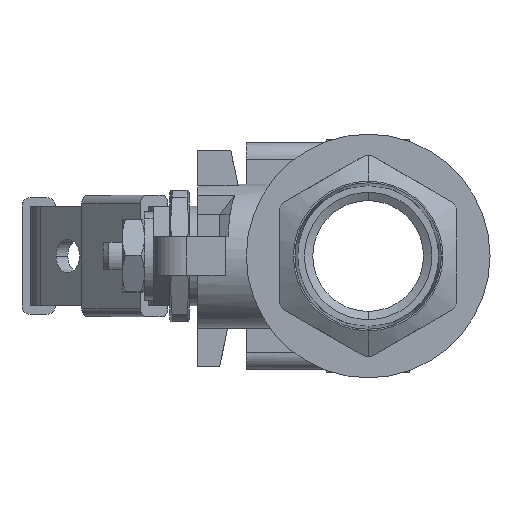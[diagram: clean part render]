
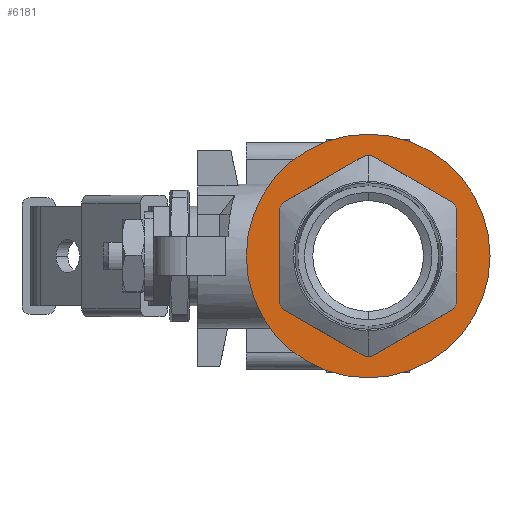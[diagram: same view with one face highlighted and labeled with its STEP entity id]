
A CAD part, left-side view. The second image highlights one B-rep face of the part: STEP entity #6181.
In plain terms, the highlighted planar face has unit normal (-1, 0, 0).
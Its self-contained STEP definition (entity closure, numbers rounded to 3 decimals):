
#263 = AXIS2_PLACEMENT_3D ( 'NONE', #10769, #10770, #10771 ) ;
#270 = AXIS2_PLACEMENT_3D ( 'NONE', #10838, #10839, #10840 ) ;
#276 = AXIS2_PLACEMENT_3D ( 'NONE', #10921, #10922, #10923 ) ;
#278 = AXIS2_PLACEMENT_3D ( 'NONE', #10935, #10936, #10937 ) ;
#280 = AXIS2_PLACEMENT_3D ( 'NONE', #10956, #10957, #10958 ) ;
#281 = AXIS2_PLACEMENT_3D ( 'NONE', #10961, #10962, #10963 ) ;
#372 = AXIS2_PLACEMENT_3D ( 'NONE', #7094, #7095, #7096 ) ;
#376 = AXIS2_PLACEMENT_3D ( 'NONE', #7108, #7109, #7110 ) ;
#379 = AXIS2_PLACEMENT_3D ( 'NONE', #7125, #7126, #7127 ) ;
#387 = PLANE ( 'NONE',  #1876 ) ;
#389 = CARTESIAN_POINT ( 'NONE',  ( -26., 22., 0. ) ) ;
#390 = DIRECTION ( 'NONE',  ( -1., 0., 0. ) ) ;
#391 = DIRECTION ( 'NONE',  ( 0., 0., 1. ) ) ;
#1553 = FACE_OUTER_BOUND ( 'NONE', #8027, .T. ) ;
#1561 = FACE_BOUND ( 'NONE', #8004, .T. ) ;
#1876 = AXIS2_PLACEMENT_3D ( 'NONE', #389, #390, #391 ) ;
#2793 = LINE ( 'NONE', #10749, #2797 ) ;
#2796 = CIRCLE ( 'NONE', #263, 18.164 ) ;
#2797 = VECTOR ( 'NONE', #10750, 1000. ) ;
#2814 = CIRCLE ( 'NONE', #270, 18.164 ) ;
#2827 = LINE ( 'NONE', #10919, #2840 ) ;
#2834 = CIRCLE ( 'NONE', #276, 18.164 ) ;
#2840 = VECTOR ( 'NONE', #10926, 1000. ) ;
#2841 = CIRCLE ( 'NONE', #278, 18.164 ) ;
#2845 = LINE ( 'NONE', #10946, #2847 ) ;
#2847 = VECTOR ( 'NONE', #10929, 1000. ) ;
#2848 = LINE ( 'NONE', #10964, #2857 ) ;
#2850 = CIRCLE ( 'NONE', #280, 18.164 ) ;
#2852 = LINE ( 'NONE', #10952, #2854 ) ;
#2853 = CIRCLE ( 'NONE', #281, 18.164 ) ;
#2854 = VECTOR ( 'NONE', #10950, 1000. ) ;
#2857 = VECTOR ( 'NONE', #10969, 1000. ) ;
#3584 = CIRCLE ( 'NONE', #372, 22. ) ;
#3591 = CIRCLE ( 'NONE', #376, 22. ) ;
#3594 = CIRCLE ( 'NONE', #379, 18.164 ) ;
#3597 = LINE ( 'NONE', #7123, #3599 ) ;
#3599 = VECTOR ( 'NONE', #7124, 1000. ) ;
#4409 = CARTESIAN_POINT ( 'NONE',  ( -26., 0., 22. ) ) ;
#4427 = CARTESIAN_POINT ( 'NONE',  ( -26., 16., -8.598 ) ) ;
#4453 = CARTESIAN_POINT ( 'NONE',  ( -26., 0., 18.164 ) ) ;
#4488 = CARTESIAN_POINT ( 'NONE',  ( -26., -16., -8.598 ) ) ;
#4544 = CARTESIAN_POINT ( 'NONE',  ( -26., 0.554, 18.155 ) ) ;
#4545 = CARTESIAN_POINT ( 'NONE',  ( -26., -15.446, 9.558 ) ) ;
#4906 = VERTEX_POINT ( 'NONE', #9267 ) ;
#4911 = VERTEX_POINT ( 'NONE', #9270 ) ;
#4945 = VERTEX_POINT ( 'NONE', #9304 ) ;
#4971 = VERTEX_POINT ( 'NONE', #9330 ) ;
#5027 = VERTEX_POINT ( 'NONE', #9386 ) ;
#5045 = VERTEX_POINT ( 'NONE', #9404 ) ;
#5128 = VERTEX_POINT ( 'NONE', #9487 ) ;
#5149 = VERTEX_POINT ( 'NONE', #9508 ) ;
#5197 = VERTEX_POINT ( 'NONE', #9556 ) ;
#5295 = VERTEX_POINT ( 'NONE', #4409 ) ;
#5313 = VERTEX_POINT ( 'NONE', #4427 ) ;
#5340 = VERTEX_POINT ( 'NONE', #4453 ) ;
#5375 = VERTEX_POINT ( 'NONE', #4488 ) ;
#5431 = VERTEX_POINT ( 'NONE', #4544 ) ;
#5432 = VERTEX_POINT ( 'NONE', #4545 ) ;
#5592 = ORIENTED_EDGE ( 'NONE', *, *, #6590, .F. ) ;
#5600 = ORIENTED_EDGE ( 'NONE', *, *, #6593, .F. ) ;
#5604 = ORIENTED_EDGE ( 'NONE', *, *, #6596, .F. ) ;
#5630 = ORIENTED_EDGE ( 'NONE', *, *, #6606, .F. ) ;
#5637 = ORIENTED_EDGE ( 'NONE', *, *, #6603, .F. ) ;
#5782 = ORIENTED_EDGE ( 'NONE', *, *, #6573, .F. ) ;
#5794 = ORIENTED_EDGE ( 'NONE', *, *, #6554, .F. ) ;
#5795 = ORIENTED_EDGE ( 'NONE', *, *, #6558, .F. ) ;
#5798 = ORIENTED_EDGE ( 'NONE', *, *, #12146, .F. ) ;
#5802 = ORIENTED_EDGE ( 'NONE', *, *, #6599, .F. ) ;
#5808 = ORIENTED_EDGE ( 'NONE', *, *, #7509, .F. ) ;
#5833 = ORIENTED_EDGE ( 'NONE', *, *, #6602, .F. ) ;
#5840 = ORIENTED_EDGE ( 'NONE', *, *, #6604, .F. ) ;
#5852 = ORIENTED_EDGE ( 'NONE', *, *, #7479, .F. ) ;
#6181 = ADVANCED_FACE ( 'NONE', ( #1553, #1561 ), #387, .T. ) ;
#6554 = EDGE_CURVE ( 'NONE', #5432, #5045, #2793, .T. ) ;
#6558 = EDGE_CURVE ( 'NONE', #4971, #5375, #2796, .T. ) ;
#6573 = EDGE_CURVE ( 'NONE', #5045, #5340, #2814, .T. ) ;
#6590 = EDGE_CURVE ( 'NONE', #5340, #5431, #2834, .T. ) ;
#6593 = EDGE_CURVE ( 'NONE', #5431, #5149, #2827, .T. ) ;
#6596 = EDGE_CURVE ( 'NONE', #5149, #5027, #2841, .T. ) ;
#6599 = EDGE_CURVE ( 'NONE', #5027, #5313, #2845, .T. ) ;
#6602 = EDGE_CURVE ( 'NONE', #5313, #5128, #2850, .T. ) ;
#6603 = EDGE_CURVE ( 'NONE', #5128, #5197, #2852, .T. ) ;
#6604 = EDGE_CURVE ( 'NONE', #5197, #4906, #2853, .T. ) ;
#6606 = EDGE_CURVE ( 'NONE', #4906, #4971, #2848, .T. ) ;
#7094 = CARTESIAN_POINT ( 'NONE',  ( -26., 0., 0. ) ) ;
#7095 = DIRECTION ( 'NONE',  ( 1., 0., 0. ) ) ;
#7096 = DIRECTION ( 'NONE',  ( 0., 0., -1. ) ) ;
#7108 = CARTESIAN_POINT ( 'NONE',  ( -26., 0., 0. ) ) ;
#7109 = DIRECTION ( 'NONE',  ( 1., 0., 0. ) ) ;
#7110 = DIRECTION ( 'NONE',  ( 0., 0., -1. ) ) ;
#7123 = CARTESIAN_POINT ( 'NONE',  ( -26., -16., 0. ) ) ;
#7124 = DIRECTION ( 'NONE',  ( 0., 0., 1. ) ) ;
#7125 = CARTESIAN_POINT ( 'NONE',  ( -26., 0., 0. ) ) ;
#7126 = DIRECTION ( 'NONE',  ( -1., 0., 0. ) ) ;
#7127 = DIRECTION ( 'NONE',  ( 0., 0., 1. ) ) ;
#7479 = EDGE_CURVE ( 'NONE', #5375, #4911, #3597, .T. ) ;
#7509 = EDGE_CURVE ( 'NONE', #4911, #5432, #3594, .T. ) ;
#7550 = ORIENTED_EDGE ( 'NONE', *, *, #12153, .F. ) ;
#8004 = EDGE_LOOP ( 'NONE', ( #5782, #5794, #5808, #5852, #5795, #5630, #5840, #5637, #5833, #5802, #5604, #5600, #5592 ) ) ;
#8027 = EDGE_LOOP ( 'NONE', ( #5798, #7550 ) ) ;
#9267 = CARTESIAN_POINT ( 'NONE',  ( -26., -0.554, -18.155 ) ) ;
#9270 = CARTESIAN_POINT ( 'NONE',  ( -26., -16., 8.598 ) ) ;
#9304 = CARTESIAN_POINT ( 'NONE',  ( -26., 0., -22. ) ) ;
#9330 = CARTESIAN_POINT ( 'NONE',  ( -26., -15.446, -9.558 ) ) ;
#9386 = CARTESIAN_POINT ( 'NONE',  ( -26., 16., 8.598 ) ) ;
#9404 = CARTESIAN_POINT ( 'NONE',  ( -26., -0.554, 18.155 ) ) ;
#9487 = CARTESIAN_POINT ( 'NONE',  ( -26., 15.446, -9.558 ) ) ;
#9508 = CARTESIAN_POINT ( 'NONE',  ( -26., 15.446, 9.558 ) ) ;
#9556 = CARTESIAN_POINT ( 'NONE',  ( -26., 0.554, -18.155 ) ) ;
#10749 = CARTESIAN_POINT ( 'NONE',  ( -26., -8., 13.856 ) ) ;
#10750 = DIRECTION ( 'NONE',  ( 0., 0.866, 0.5 ) ) ;
#10769 = CARTESIAN_POINT ( 'NONE',  ( -26., 0., 0. ) ) ;
#10770 = DIRECTION ( 'NONE',  ( -1., 0., 0. ) ) ;
#10771 = DIRECTION ( 'NONE',  ( 0., 0., 1. ) ) ;
#10838 = CARTESIAN_POINT ( 'NONE',  ( -26., 0., 0. ) ) ;
#10839 = DIRECTION ( 'NONE',  ( -1., 0., 0. ) ) ;
#10840 = DIRECTION ( 'NONE',  ( 0., 0., 1. ) ) ;
#10919 = CARTESIAN_POINT ( 'NONE',  ( -26., 8., 13.856 ) ) ;
#10921 = CARTESIAN_POINT ( 'NONE',  ( -26., 0., 0. ) ) ;
#10922 = DIRECTION ( 'NONE',  ( -1., 0., 0. ) ) ;
#10923 = DIRECTION ( 'NONE',  ( 0., 0., 1. ) ) ;
#10926 = DIRECTION ( 'NONE',  ( 0., 0.866, -0.5 ) ) ;
#10929 = DIRECTION ( 'NONE',  ( 0., 0., -1. ) ) ;
#10935 = CARTESIAN_POINT ( 'NONE',  ( -26., 0., 0. ) ) ;
#10936 = DIRECTION ( 'NONE',  ( -1., 0., 0. ) ) ;
#10937 = DIRECTION ( 'NONE',  ( 0., 0., 1. ) ) ;
#10946 = CARTESIAN_POINT ( 'NONE',  ( -26., 16., 0. ) ) ;
#10950 = DIRECTION ( 'NONE',  ( 0., -0.866, -0.5 ) ) ;
#10952 = CARTESIAN_POINT ( 'NONE',  ( -26., 8., -13.856 ) ) ;
#10956 = CARTESIAN_POINT ( 'NONE',  ( -26., 0., 0. ) ) ;
#10957 = DIRECTION ( 'NONE',  ( -1., 0., 0. ) ) ;
#10958 = DIRECTION ( 'NONE',  ( 0., 0., 1. ) ) ;
#10961 = CARTESIAN_POINT ( 'NONE',  ( -26., 0., 0. ) ) ;
#10962 = DIRECTION ( 'NONE',  ( -1., 0., 0. ) ) ;
#10963 = DIRECTION ( 'NONE',  ( 0., 0., 1. ) ) ;
#10964 = CARTESIAN_POINT ( 'NONE',  ( -26., -8., -13.856 ) ) ;
#10969 = DIRECTION ( 'NONE',  ( 0., -0.866, 0.5 ) ) ;
#12146 = EDGE_CURVE ( 'NONE', #4945, #5295, #3584, .T. ) ;
#12153 = EDGE_CURVE ( 'NONE', #5295, #4945, #3591, .T. ) ;
